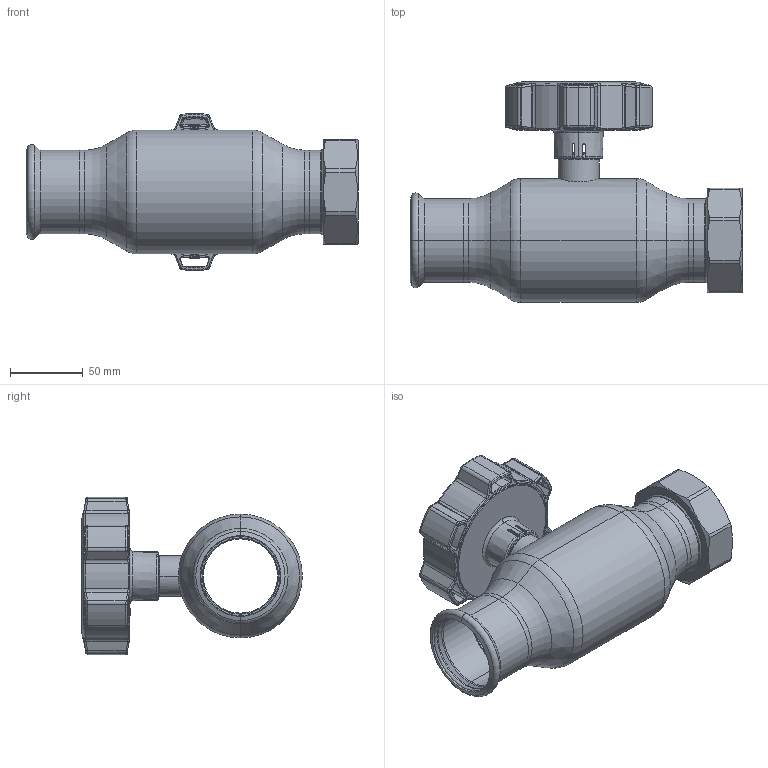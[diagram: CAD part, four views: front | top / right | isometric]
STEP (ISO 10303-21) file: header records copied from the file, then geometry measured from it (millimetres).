
FILE_DESCRIPTION (( 'STEP AP214' ), '1' );
FILE_NAME ('2050001400-0200.step', '2024-01-11T11:06:49', ( '' ), ( '' ), 'SwSTEP 2.0', 'SolidWorks 2021', '' );
FILE_SCHEMA (( 'AUTOMOTIVE_DESIGN' ));
Length unit declared in the file: millimetre
Products named in the file (1): 2050001400-0200
Bounding box: 228 x 151.5 x 107.98 mm (x, y, z)
Surface area: 124530.5 mm2 (no closed solid volume)
Topology: 0 solids, 12 shells, 527 faces, 1591 edges, 1041 vertices
Faces by surface type: bspline 149, cylinder 133, plane 100, torus 77, cone 63, sphere 5
Entity records: 31928 total; most frequent: CARTESIAN_POINT 13410, ORIENTED_EDGE 2743, DIRECTION 2297, EDGE_CURVE 1591, VERTEX_POINT 1041, AXIS2_PLACEMENT_3D 920, B_SPLINE_CURVE_WITH_KNOTS 570, EDGE_LOOP 559
